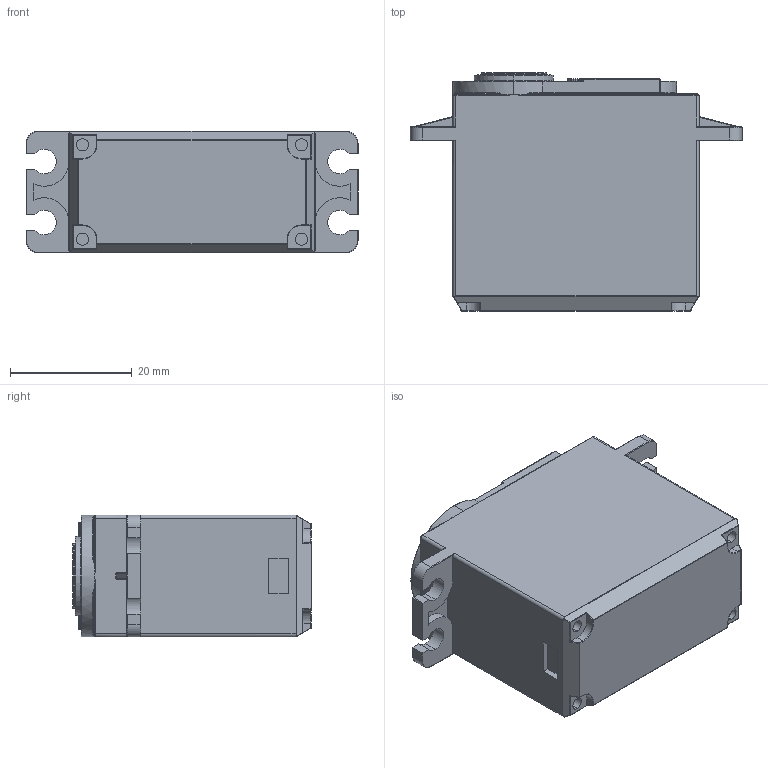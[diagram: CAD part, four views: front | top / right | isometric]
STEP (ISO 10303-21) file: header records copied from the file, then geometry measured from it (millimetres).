
FILE_DESCRIPTION (( 'STEP AP214' ), '1' );
FILE_NAME ('MG995.STEP', '2025-09-04T18:32:04', ( '' ), ( '' ), 'SwSTEP 2.0', 'SolidWorks 2025', '' );
FILE_SCHEMA (( 'AUTOMOTIVE_DESIGN' ));
Length unit declared in the file: millimetre
Products named in the file (1): MG995
Bounding box: 54.5 x 39.2 x 20 mm (x, y, z)
Volume: 30262.4 mm3; surface area: 7148.3 mm2
Topology: 1 solids, 1 shells, 367 faces, 883 edges, 505 vertices
Faces by surface type: cylinder 179, plane 91, torus 43, bspline 30, sphere 24
Entity records: 11065 total; most frequent: CARTESIAN_POINT 2817, DIRECTION 1791, ORIENTED_EDGE 1722, EDGE_CURVE 861, AXIS2_PLACEMENT_3D 694, VERTEX_POINT 505, VECTOR 403, LINE 403
